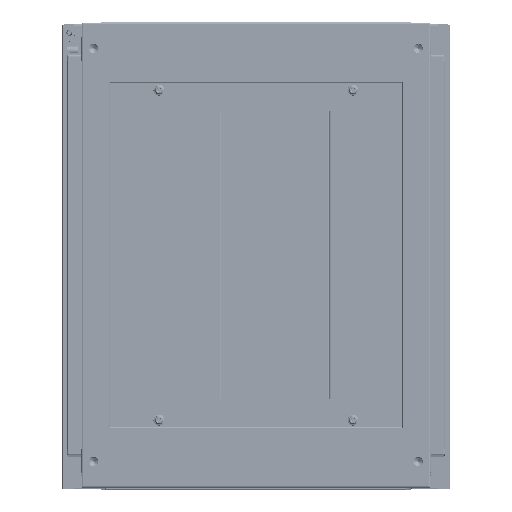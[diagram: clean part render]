
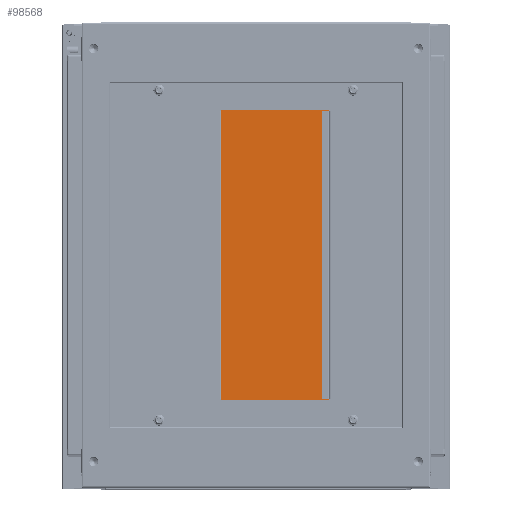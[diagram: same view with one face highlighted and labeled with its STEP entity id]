
A CAD part, top view. The second image highlights one B-rep face of the part: STEP entity #98568.
In plain terms, the highlighted face is planar.
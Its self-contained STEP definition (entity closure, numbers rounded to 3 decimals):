
#26433 = DIRECTION ( 'NONE',  ( 0., -1., 0. ) ) ;
#26435 = CARTESIAN_POINT ( 'NONE',  ( -185., -73., 1.5 ) ) ;
#26438 = DIRECTION ( 'NONE',  ( 1., 0., 0. ) ) ;
#26442 = CARTESIAN_POINT ( 'NONE',  ( -200., -74., 1.5 ) ) ;
#26445 = DIRECTION ( 'NONE',  ( 0., 1., 0. ) ) ;
#26447 = CARTESIAN_POINT ( 'NONE',  ( 200., 74., 1.5 ) ) ;
#26455 = DIRECTION ( 'NONE',  ( -1., 0., 0. ) ) ;
#26457 = CARTESIAN_POINT ( 'NONE',  ( 185., -72.99, 1.5 ) ) ;
#26468 = DIRECTION ( 'NONE',  ( 0., -1., 0. ) ) ;
#26470 = CARTESIAN_POINT ( 'NONE',  ( 185., -73., 1.5 ) ) ;
#26477 = DIRECTION ( 'NONE',  ( 1., 0., 0. ) ) ;
#26479 = CARTESIAN_POINT ( 'NONE',  ( -200., -74., 1.5 ) ) ;
#26482 = DIRECTION ( 'NONE',  ( 0., -1., 0. ) ) ;
#26484 = CARTESIAN_POINT ( 'NONE',  ( -200., 74., 1.5 ) ) ;
#26496 = DIRECTION ( 'NONE',  ( -1., 0., 0. ) ) ;
#26498 = CARTESIAN_POINT ( 'NONE',  ( -200., 74., 1.5 ) ) ;
#46369 = ORIENTED_EDGE ( 'NONE', *, *, #64039, .F. ) ;
#46376 = ORIENTED_EDGE ( 'NONE', *, *, #64036, .T. ) ;
#46379 = ORIENTED_EDGE ( 'NONE', *, *, #64014, .T. ) ;
#46384 = ORIENTED_EDGE ( 'NONE', *, *, #64007, .T. ) ;
#46387 = ORIENTED_EDGE ( 'NONE', *, *, #64032, .T. ) ;
#46391 = ORIENTED_EDGE ( 'NONE', *, *, #64017, .T. ) ;
#46410 = ORIENTED_EDGE ( 'NONE', *, *, #64023, .T. ) ;
#46413 = ORIENTED_EDGE ( 'NONE', *, *, #64026, .F. ) ;
#61255 = DIRECTION ( 'NONE',  ( 1., 0., 0. ) ) ;
#61263 = DIRECTION ( 'NONE',  ( 0., 0., 1. ) ) ;
#61309 = PLANE ( 'NONE',  #93798 ) ;
#61316 = CARTESIAN_POINT ( 'NONE',  ( -200., -74., 1.5 ) ) ;
#64007 = EDGE_CURVE ( 'NONE', #106956, #107082, #75949, .T. ) ;
#64014 = EDGE_CURVE ( 'NONE', #107082, #107080, #75961, .T. ) ;
#64017 = EDGE_CURVE ( 'NONE', #106967, #107141, #75965, .T. ) ;
#64023 = EDGE_CURVE ( 'NONE', #106928, #106967, #75973, .T. ) ;
#64026 = EDGE_CURVE ( 'NONE', #106928, #106926, #75981, .T. ) ;
#64032 = EDGE_CURVE ( 'NONE', #107141, #106956, #75989, .T. ) ;
#64036 = EDGE_CURVE ( 'NONE', #107080, #106937, #75993, .T. ) ;
#64039 = EDGE_CURVE ( 'NONE', #106926, #106937, #75997, .T. ) ;
#75949 = LINE ( 'NONE', #26498, #75951 ) ;
#75951 = VECTOR ( 'NONE', #26496, 1000. ) ;
#75961 = LINE ( 'NONE', #26484, #75963 ) ;
#75963 = VECTOR ( 'NONE', #26482, 1000. ) ;
#75965 = LINE ( 'NONE', #26479, #75967 ) ;
#75967 = VECTOR ( 'NONE', #26477, 1000. ) ;
#75973 = LINE ( 'NONE', #26470, #75975 ) ;
#75975 = VECTOR ( 'NONE', #26468, 1000. ) ;
#75981 = LINE ( 'NONE', #26457, #75983 ) ;
#75983 = VECTOR ( 'NONE', #26455, 1000. ) ;
#75989 = LINE ( 'NONE', #26447, #75991 ) ;
#75991 = VECTOR ( 'NONE', #26445, 1000. ) ;
#75993 = LINE ( 'NONE', #26442, #75995 ) ;
#75995 = VECTOR ( 'NONE', #26438, 1000. ) ;
#75997 = LINE ( 'NONE', #26435, #75999 ) ;
#75999 = VECTOR ( 'NONE', #26433, 1000. ) ;
#88187 = CARTESIAN_POINT ( 'NONE',  ( 200., 74., 1.5 ) ) ;
#88196 = CARTESIAN_POINT ( 'NONE',  ( -185., -74., 1.5 ) ) ;
#88459 = CARTESIAN_POINT ( 'NONE',  ( -185., -72.99, 1.5 ) ) ;
#88479 = CARTESIAN_POINT ( 'NONE',  ( 185., -72.99, 1.5 ) ) ;
#88484 = CARTESIAN_POINT ( 'NONE',  ( 185., -74., 1.5 ) ) ;
#89155 = CARTESIAN_POINT ( 'NONE',  ( -200., -74., 1.5 ) ) ;
#89163 = CARTESIAN_POINT ( 'NONE',  ( -200., 74., 1.5 ) ) ;
#89470 = CARTESIAN_POINT ( 'NONE',  ( 200., -74., 1.5 ) ) ;
#91604 = FACE_OUTER_BOUND ( 'NONE', #110007, .T. ) ;
#93798 = AXIS2_PLACEMENT_3D ( 'NONE', #61316, #61263, #61255 ) ;
#98568 = ADVANCED_FACE ( 'NONE', ( #91604 ), #61309, .T. ) ;
#106926 = VERTEX_POINT ( 'NONE', #88459 ) ;
#106928 = VERTEX_POINT ( 'NONE', #88479 ) ;
#106937 = VERTEX_POINT ( 'NONE', #88196 ) ;
#106956 = VERTEX_POINT ( 'NONE', #88187 ) ;
#106967 = VERTEX_POINT ( 'NONE', #88484 ) ;
#107080 = VERTEX_POINT ( 'NONE', #89155 ) ;
#107082 = VERTEX_POINT ( 'NONE', #89163 ) ;
#107141 = VERTEX_POINT ( 'NONE', #89470 ) ;
#110007 = EDGE_LOOP ( 'NONE', ( #46413, #46410, #46391, #46387, #46384, #46379, #46376, #46369 ) ) ;
